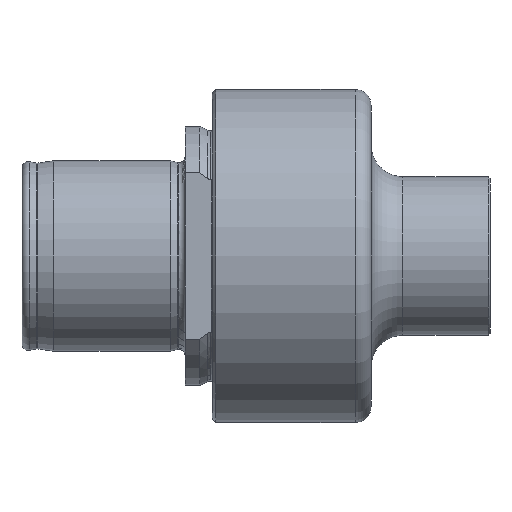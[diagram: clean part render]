
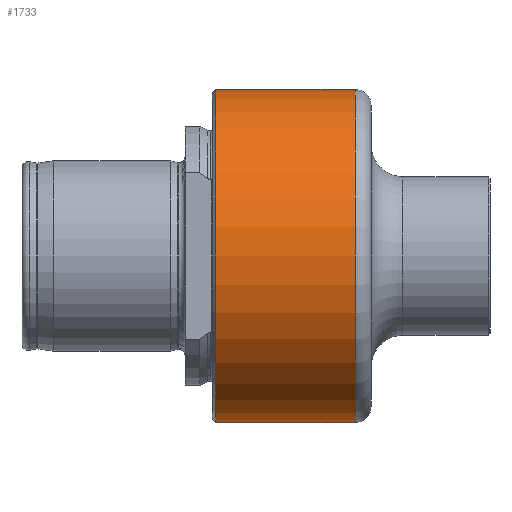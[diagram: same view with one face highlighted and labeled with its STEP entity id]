
A CAD part, front view. The second image highlights one B-rep face of the part: STEP entity #1733.
In plain terms, the highlighted cylindrical face has radius 21 mm (diameter 42 mm), a partial arc.
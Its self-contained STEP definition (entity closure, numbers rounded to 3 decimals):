
#489 = VECTOR ( 'NONE', #4418, 1000. ) ;
#589 = LINE ( 'NONE', #4520, #489 ) ;
#876 = EDGE_CURVE ( 'NONE', #4405, #1272, #589, .T. ) ;
#947 = CIRCLE ( 'NONE', #1861, 21. ) ;
#1036 = CARTESIAN_POINT ( 'NONE',  ( 24.4, 0., 21. ) ) ;
#1045 = VERTEX_POINT ( 'NONE', #1036 ) ;
#1272 = VERTEX_POINT ( 'NONE', #2229 ) ;
#1277 = EDGE_CURVE ( 'NONE', #1371, #1045, #3346, .T. ) ;
#1371 = VERTEX_POINT ( 'NONE', #2484 ) ;
#1733 = ADVANCED_FACE ( 'NONE', ( #2661 ), #2404, .T. ) ;
#1751 = CIRCLE ( 'NONE', #2920, 21. ) ;
#1814 = EDGE_CURVE ( 'NONE', #4405, #1371, #1751, .T. ) ;
#1861 = AXIS2_PLACEMENT_3D ( 'NONE', #4341, #4343, #4354 ) ;
#2001 = EDGE_CURVE ( 'NONE', #1272, #1045, #947, .T. ) ;
#2207 = DIRECTION ( 'NONE',  ( -1., 0., 0. ) ) ;
#2228 = CARTESIAN_POINT ( 'NONE',  ( -7.756, 0., 21. ) ) ;
#2229 = CARTESIAN_POINT ( 'NONE',  ( 24.4, 0., -21. ) ) ;
#2362 = ORIENTED_EDGE ( 'NONE', *, *, #1814, .T. ) ;
#2404 = CYLINDRICAL_SURFACE ( 'NONE', #4203, 21. ) ;
#2484 = CARTESIAN_POINT ( 'NONE',  ( 42., 0., 21. ) ) ;
#2661 = FACE_OUTER_BOUND ( 'NONE', #4291, .T. ) ;
#2920 = AXIS2_PLACEMENT_3D ( 'NONE', #3811, #3834, #3845 ) ;
#2956 = ORIENTED_EDGE ( 'NONE', *, *, #2001, .F. ) ;
#3233 = CARTESIAN_POINT ( 'NONE',  ( -7.756, 0., 0. ) ) ;
#3239 = DIRECTION ( 'NONE',  ( 0., 0., 1. ) ) ;
#3242 = DIRECTION ( 'NONE',  ( -1., 0., 0. ) ) ;
#3346 = LINE ( 'NONE', #2228, #3798 ) ;
#3369 = ORIENTED_EDGE ( 'NONE', *, *, #1277, .T. ) ;
#3698 = ORIENTED_EDGE ( 'NONE', *, *, #876, .F. ) ;
#3798 = VECTOR ( 'NONE', #2207, 1000. ) ;
#3811 = CARTESIAN_POINT ( 'NONE',  ( 42., 0., 0. ) ) ;
#3834 = DIRECTION ( 'NONE',  ( -1., 0., 0. ) ) ;
#3845 = DIRECTION ( 'NONE',  ( 0., 0., 1. ) ) ;
#4203 = AXIS2_PLACEMENT_3D ( 'NONE', #3233, #3242, #3239 ) ;
#4291 = EDGE_LOOP ( 'NONE', ( #3698, #2362, #3369, #2956 ) ) ;
#4341 = CARTESIAN_POINT ( 'NONE',  ( 24.4, 0., 0. ) ) ;
#4343 = DIRECTION ( 'NONE',  ( -1., 0., 0. ) ) ;
#4354 = DIRECTION ( 'NONE',  ( 0., 0., 1. ) ) ;
#4405 = VERTEX_POINT ( 'NONE', #4489 ) ;
#4418 = DIRECTION ( 'NONE',  ( -1., 0., 0. ) ) ;
#4489 = CARTESIAN_POINT ( 'NONE',  ( 42., 0., -21. ) ) ;
#4520 = CARTESIAN_POINT ( 'NONE',  ( -7.756, 0., -21. ) ) ;
